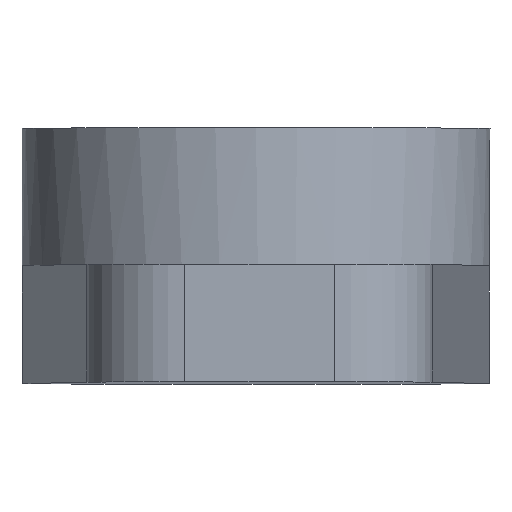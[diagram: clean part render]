
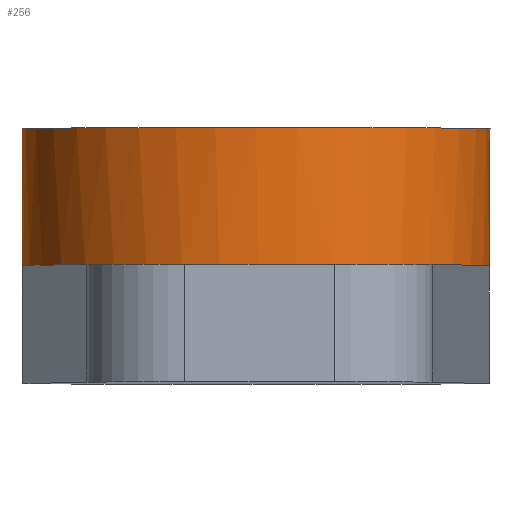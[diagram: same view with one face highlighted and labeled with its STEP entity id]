
A CAD part, top view. The second image highlights one B-rep face of the part: STEP entity #256.
In plain terms, the highlighted cylindrical face has radius 3.629 mm (diameter 7.258 mm), a full revolution.
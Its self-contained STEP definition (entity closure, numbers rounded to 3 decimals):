
#42=FACE_OUTER_BOUND('',#61,.T.);
#61=EDGE_LOOP('',(#219,#220,#221,#222,#223,#224,#225,#226));
#68=LINE('',#410,#85);
#74=LINE('',#428,#91);
#81=LINE('',#452,#98);
#85=VECTOR('',#334,10.);
#91=VECTOR('',#350,10.);
#98=VECTOR('',#379,3.629);
#105=CIRCLE('',#283,3.629);
#106=CIRCLE('',#286,3.629);
#113=CIRCLE('',#300,3.629);
#114=CIRCLE('',#301,3.629);
#121=VERTEX_POINT('',#405);
#122=VERTEX_POINT('',#408);
#123=VERTEX_POINT('',#409);
#126=VERTEX_POINT('',#417);
#130=VERTEX_POINT('',#427);
#136=VERTEX_POINT('',#450);
#146=EDGE_CURVE('',#121,#121,#105,.T.);
#147=EDGE_CURVE('',#122,#123,#68,.T.);
#151=EDGE_CURVE('',#126,#122,#106,.T.);
#156=EDGE_CURVE('',#130,#126,#74,.T.);
#167=EDGE_CURVE('',#136,#123,#113,.T.);
#168=EDGE_CURVE('',#136,#121,#81,.T.);
#169=EDGE_CURVE('',#130,#136,#114,.T.);
#219=ORIENTED_EDGE('',*,*,#147,.T.);
#220=ORIENTED_EDGE('',*,*,#167,.F.);
#221=ORIENTED_EDGE('',*,*,#168,.T.);
#222=ORIENTED_EDGE('',*,*,#146,.F.);
#223=ORIENTED_EDGE('',*,*,#168,.F.);
#224=ORIENTED_EDGE('',*,*,#169,.F.);
#225=ORIENTED_EDGE('',*,*,#156,.T.);
#226=ORIENTED_EDGE('',*,*,#151,.T.);
#242=CYLINDRICAL_SURFACE('',#299,3.629);
#256=ADVANCED_FACE('',(#42),#242,.T.);
#283=AXIS2_PLACEMENT_3D('',#406,#330,#331);
#286=AXIS2_PLACEMENT_3D('',#418,#340,#341);
#299=AXIS2_PLACEMENT_3D('',#449,#375,#376);
#300=AXIS2_PLACEMENT_3D('',#451,#377,#378);
#301=AXIS2_PLACEMENT_3D('',#453,#380,#381);
#330=DIRECTION('center_axis',(0.,1.,0.));
#331=DIRECTION('ref_axis',(1.,0.,0.));
#334=DIRECTION('',(0.,-1.,0.));
#340=DIRECTION('center_axis',(0.,1.,0.));
#341=DIRECTION('ref_axis',(1.,0.,0.));
#350=DIRECTION('',(0.,1.,0.));
#375=DIRECTION('center_axis',(0.,-1.,0.));
#376=DIRECTION('ref_axis',(1.,0.,0.));
#377=DIRECTION('center_axis',(0.,-1.,0.));
#378=DIRECTION('ref_axis',(1.,0.,0.));
#379=DIRECTION('',(0.,1.,0.));
#380=DIRECTION('center_axis',(0.,-1.,0.));
#381=DIRECTION('ref_axis',(1.,0.,0.));
#405=CARTESIAN_POINT('',(35.571,-327.37,6.049));
#406=CARTESIAN_POINT('Origin',(39.2,-327.37,6.049));
#408=CARTESIAN_POINT('',(42.819,-329.503,6.318));
#409=CARTESIAN_POINT('',(42.819,-331.332,6.318));
#410=CARTESIAN_POINT('',(42.819,-330.418,6.318));
#417=CARTESIAN_POINT('',(35.585,-329.503,6.373));
#418=CARTESIAN_POINT('Origin',(39.2,-329.503,6.049));
#427=CARTESIAN_POINT('',(35.585,-331.332,6.373));
#428=CARTESIAN_POINT('',(35.585,-330.418,6.373));
#449=CARTESIAN_POINT('Origin',(39.2,-330.418,6.049));
#450=CARTESIAN_POINT('',(35.571,-331.332,6.049));
#451=CARTESIAN_POINT('Origin',(39.2,-331.332,6.049));
#452=CARTESIAN_POINT('',(35.571,-330.418,6.049));
#453=CARTESIAN_POINT('Origin',(39.2,-331.332,6.049));
